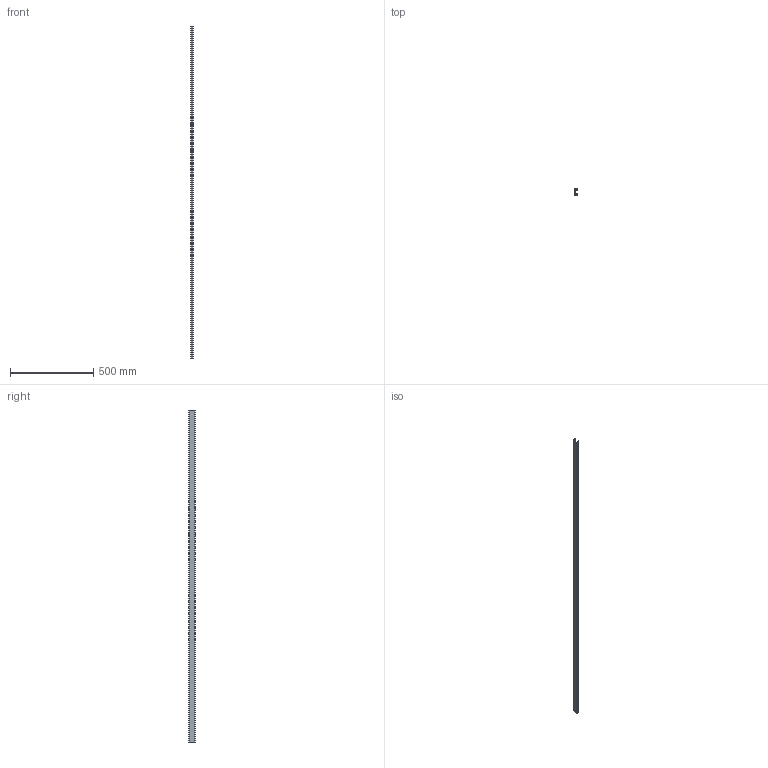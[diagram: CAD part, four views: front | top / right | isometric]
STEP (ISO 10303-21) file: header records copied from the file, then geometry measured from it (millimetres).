
FILE_DESCRIPTION((''),'2;1');
FILE_NAME('2702840101','2018-06-15T',('SESA6369'),('Schneider-Electric'),'PRO/ENGINEER BY PARAMETRIC TECHNOLOGY CORPORATION, 2015440','PRO/ENGINEER BY PARAMETRIC TECHNOLOGY CORPORATION, 2015440','');
FILE_SCHEMA(('CONFIG_CONTROL_DESIGN'));
Length unit declared in the file: millimetre
Products named in the file (1): 2702840101
Bounding box: 15 x 37 x 2000 mm (x, y, z)
Volume: 220107.4 mm3; surface area: 300448 mm2
Topology: 1 solids, 1 shells, 72 faces, 146 edges, 76 vertices
Faces by surface type: plane 56, cylinder 16
Entity records: 1828 total; most frequent: DIRECTION 322, CARTESIAN_POINT 294, ORIENTED_EDGE 292, EDGE_CURVE 146, VECTOR 114, LINE 114, AXIS2_PLACEMENT_3D 104, VERTEX_POINT 76
